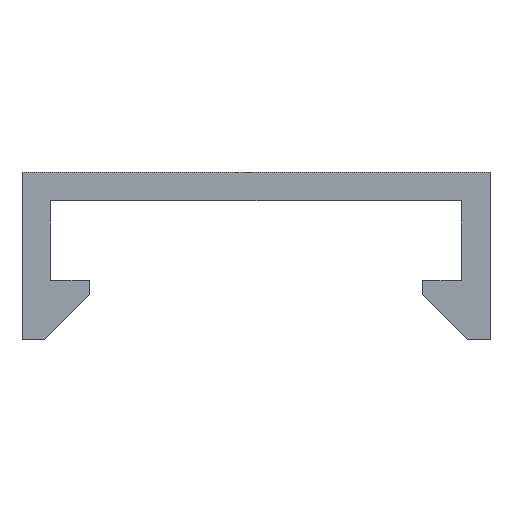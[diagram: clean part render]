
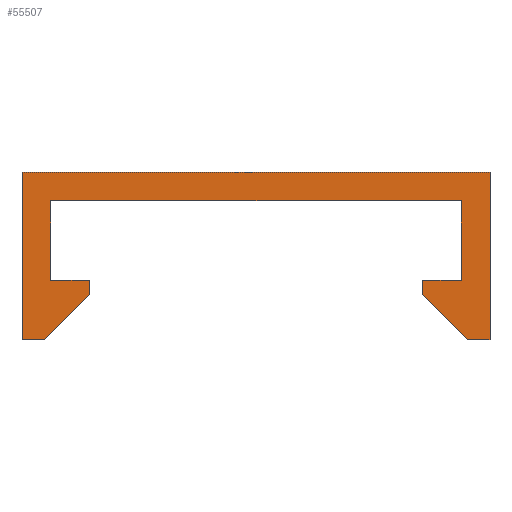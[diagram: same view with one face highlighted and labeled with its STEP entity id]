
A CAD part, front view. The second image highlights one B-rep face of the part: STEP entity #55507.
In plain terms, the highlighted planar face has unit normal (0, -1, 0).
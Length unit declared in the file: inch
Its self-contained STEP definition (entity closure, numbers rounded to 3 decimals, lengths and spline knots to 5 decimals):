
#94 = VERTEX_POINT ( 'NONE', #23346 ) ;
#268 = CARTESIAN_POINT ( 'NONE',  ( 0.48767, 0.02, 2.85081 ) ) ;
#2134 = CARTESIAN_POINT ( 'NONE',  ( -0.42767, 0.02, 2.79081 ) ) ;
#2140 = VERTEX_POINT ( 'NONE', #51496 ) ;
#3506 = VECTOR ( 'NONE', #33631, 39.37008 ) ;
#4771 = ORIENTED_EDGE ( 'NONE', *, *, #57208, .F. ) ;
#5072 = FACE_OUTER_BOUND ( 'NONE', #60664, .T. ) ;
#5100 = ORIENTED_EDGE ( 'NONE', *, *, #60583, .T. ) ;
#5285 = CARTESIAN_POINT ( 'NONE',  ( 0.48767, 0.02, 2.85081 ) ) ;
#5400 = DIRECTION ( 'NONE',  ( -1., 0., 0. ) ) ;
#6486 = DIRECTION ( 'NONE',  ( 0.707, 0., -0.707 ) ) ;
#7066 = CARTESIAN_POINT ( 'NONE',  ( 0.42767, 0.02, 2.62481 ) ) ;
#7237 = VECTOR ( 'NONE', #65583, 39.37008 ) ;
#7410 = ORIENTED_EDGE ( 'NONE', *, *, #53823, .T. ) ;
#7554 = EDGE_CURVE ( 'NONE', #20607, #36555, #61273, .T. ) ;
#7704 = VECTOR ( 'NONE', #31388, 39.37008 ) ;
#9110 = CARTESIAN_POINT ( 'NONE',  ( 0.34767, 0.02, 2.62481 ) ) ;
#9878 = VECTOR ( 'NONE', #43971, 39.37008 ) ;
#10652 = EDGE_CURVE ( 'NONE', #28414, #63973, #49071, .T. ) ;
#11256 = VERTEX_POINT ( 'NONE', #31716 ) ;
#13869 = LINE ( 'NONE', #35355, #9878 ) ;
#14346 = CARTESIAN_POINT ( 'NONE',  ( -0.48767, 0.02, 2.85081 ) ) ;
#14591 = LINE ( 'NONE', #5285, #23293 ) ;
#14599 = VERTEX_POINT ( 'NONE', #47146 ) ;
#15116 = EDGE_CURVE ( 'NONE', #16077, #48343, #36964, .T. ) ;
#15414 = VECTOR ( 'NONE', #6486, 39.37008 ) ;
#16077 = VERTEX_POINT ( 'NONE', #19416 ) ;
#16914 = CARTESIAN_POINT ( 'NONE',  ( -0.34767, 0.02, 2.62481 ) ) ;
#18101 = VECTOR ( 'NONE', #43583, 39.37008 ) ;
#18468 = VERTEX_POINT ( 'NONE', #56697 ) ;
#18907 = CARTESIAN_POINT ( 'NONE',  ( -0.48767, 0.02, 2.50081 ) ) ;
#19107 = LINE ( 'NONE', #50578, #7237 ) ;
#19416 = CARTESIAN_POINT ( 'NONE',  ( 0.42767, 0.02, 2.79081 ) ) ;
#19783 = CARTESIAN_POINT ( 'NONE',  ( -0.34767, 0.02, 2.62481 ) ) ;
#20471 = ORIENTED_EDGE ( 'NONE', *, *, #15116, .F. ) ;
#20479 = CARTESIAN_POINT ( 'NONE',  ( 0.42767, 0.02, 2.79081 ) ) ;
#20607 = VERTEX_POINT ( 'NONE', #39365 ) ;
#21091 = CARTESIAN_POINT ( 'NONE',  ( -0.34767, 0.02, 2.59481 ) ) ;
#22396 = VECTOR ( 'NONE', #25762, 39.37008 ) ;
#23293 = VECTOR ( 'NONE', #35542, 39.37008 ) ;
#23346 = CARTESIAN_POINT ( 'NONE',  ( -0.48767, 0.02, 2.85081 ) ) ;
#25762 = DIRECTION ( 'NONE',  ( 0., 0., -1. ) ) ;
#26318 = ORIENTED_EDGE ( 'NONE', *, *, #10652, .F. ) ;
#26478 = DIRECTION ( 'NONE',  ( 0., -1., 0. ) ) ;
#27561 = CARTESIAN_POINT ( 'NONE',  ( -0.48767, 0.02, 2.50081 ) ) ;
#27963 = ORIENTED_EDGE ( 'NONE', *, *, #60944, .T. ) ;
#28246 = ORIENTED_EDGE ( 'NONE', *, *, #56119, .T. ) ;
#28414 = VERTEX_POINT ( 'NONE', #16914 ) ;
#28621 = ORIENTED_EDGE ( 'NONE', *, *, #30492, .T. ) ;
#28835 = LINE ( 'NONE', #57481, #15414 ) ;
#29310 = VECTOR ( 'NONE', #29690, 39.37008 ) ;
#29690 = DIRECTION ( 'NONE',  ( 0., 0., -1. ) ) ;
#30492 = EDGE_CURVE ( 'NONE', #94, #59019, #64948, .T. ) ;
#31388 = DIRECTION ( 'NONE',  ( -1., 0., 0. ) ) ;
#31716 = CARTESIAN_POINT ( 'NONE',  ( -0.44167, 0.02, 2.50081 ) ) ;
#32811 = EDGE_CURVE ( 'NONE', #14599, #35550, #19107, .T. ) ;
#32819 = LINE ( 'NONE', #18907, #55769 ) ;
#33631 = DIRECTION ( 'NONE',  ( 0., 0., -1. ) ) ;
#34106 = DIRECTION ( 'NONE',  ( 1., 0., 0. ) ) ;
#35041 = AXIS2_PLACEMENT_3D ( 'NONE', #56736, #26478, #56953 ) ;
#35355 = CARTESIAN_POINT ( 'NONE',  ( -0.34767, 0.02, 2.59481 ) ) ;
#35542 = DIRECTION ( 'NONE',  ( 0., 0., -1. ) ) ;
#35550 = VERTEX_POINT ( 'NONE', #42807 ) ;
#36183 = EDGE_CURVE ( 'NONE', #63973, #11256, #13869, .T. ) ;
#36193 = PLANE ( 'NONE',  #35041 ) ;
#36555 = VERTEX_POINT ( 'NONE', #7066 ) ;
#36964 = LINE ( 'NONE', #45777, #7704 ) ;
#38080 = ORIENTED_EDGE ( 'NONE', *, *, #7554, .F. ) ;
#38508 = CARTESIAN_POINT ( 'NONE',  ( -0.34767, 0.02, 2.62481 ) ) ;
#39365 = CARTESIAN_POINT ( 'NONE',  ( 0.34767, 0.02, 2.62481 ) ) ;
#40142 = VERTEX_POINT ( 'NONE', #41460 ) ;
#41250 = VECTOR ( 'NONE', #5400, 39.37008 ) ;
#41343 = DIRECTION ( 'NONE',  ( 1., 0., 0. ) ) ;
#41460 = CARTESIAN_POINT ( 'NONE',  ( 0.34767, 0.02, 2.59481 ) ) ;
#42807 = CARTESIAN_POINT ( 'NONE',  ( 0.44167, 0.02, 2.50081 ) ) ;
#43583 = DIRECTION ( 'NONE',  ( -1., 0., 0. ) ) ;
#43971 = DIRECTION ( 'NONE',  ( -0.707, 0., -0.707 ) ) ;
#44644 = ORIENTED_EDGE ( 'NONE', *, *, #52237, .T. ) ;
#45777 = CARTESIAN_POINT ( 'NONE',  ( 0.42767, 0.02, 2.79081 ) ) ;
#45891 = ORIENTED_EDGE ( 'NONE', *, *, #36183, .F. ) ;
#46579 = DIRECTION ( 'NONE',  ( 0., 0., -1. ) ) ;
#46638 = CARTESIAN_POINT ( 'NONE',  ( 0.34767, 0.02, 2.62481 ) ) ;
#47146 = CARTESIAN_POINT ( 'NONE',  ( 0.48767, 0.02, 2.50081 ) ) ;
#48343 = VERTEX_POINT ( 'NONE', #55564 ) ;
#49071 = LINE ( 'NONE', #19783, #29310 ) ;
#49247 = LINE ( 'NONE', #20479, #22396 ) ;
#49445 = DIRECTION ( 'NONE',  ( 0., 0., -1. ) ) ;
#50394 = EDGE_CURVE ( 'NONE', #28414, #2140, #50510, .T. ) ;
#50444 = ORIENTED_EDGE ( 'NONE', *, *, #32811, .F. ) ;
#50510 = LINE ( 'NONE', #38508, #18101 ) ;
#50578 = CARTESIAN_POINT ( 'NONE',  ( 0.48767, 0.02, 2.50081 ) ) ;
#51496 = CARTESIAN_POINT ( 'NONE',  ( -0.42767, 0.02, 2.62481 ) ) ;
#52237 = EDGE_CURVE ( 'NONE', #20607, #40142, #55695, .T. ) ;
#53383 = VECTOR ( 'NONE', #41343, 39.37008 ) ;
#53823 = EDGE_CURVE ( 'NONE', #18468, #94, #56283, .T. ) ;
#54596 = LINE ( 'NONE', #2134, #63247 ) ;
#55354 = EDGE_CURVE ( 'NONE', #18468, #14599, #14591, .T. ) ;
#55507 = ADVANCED_FACE ( 'NONE', ( #5072 ), #36193, .T. ) ;
#55564 = CARTESIAN_POINT ( 'NONE',  ( -0.42767, 0.02, 2.79081 ) ) ;
#55695 = LINE ( 'NONE', #9110, #3506 ) ;
#55769 = VECTOR ( 'NONE', #34106, 39.37008 ) ;
#56119 = EDGE_CURVE ( 'NONE', #16077, #36555, #49247, .T. ) ;
#56283 = LINE ( 'NONE', #268, #41250 ) ;
#56697 = CARTESIAN_POINT ( 'NONE',  ( 0.48767, 0.02, 2.85081 ) ) ;
#56736 = CARTESIAN_POINT ( 'NONE',  ( -0.34767, 0.02, 2.50081 ) ) ;
#56953 = DIRECTION ( 'NONE',  ( 0., 0., -1. ) ) ;
#57048 = VECTOR ( 'NONE', #49445, 39.37008 ) ;
#57208 = EDGE_CURVE ( 'NONE', #48343, #2140, #54596, .T. ) ;
#57481 = CARTESIAN_POINT ( 'NONE',  ( 0.34767, 0.02, 2.59481 ) ) ;
#59019 = VERTEX_POINT ( 'NONE', #27561 ) ;
#60583 = EDGE_CURVE ( 'NONE', #59019, #11256, #32819, .T. ) ;
#60664 = EDGE_LOOP ( 'NONE', ( #26318, #63501, #4771, #20471, #28246, #38080, #44644, #27963, #50444, #64755, #7410, #28621, #5100, #45891 ) ) ;
#60944 = EDGE_CURVE ( 'NONE', #40142, #35550, #28835, .T. ) ;
#61273 = LINE ( 'NONE', #46638, #53383 ) ;
#63247 = VECTOR ( 'NONE', #46579, 39.37008 ) ;
#63501 = ORIENTED_EDGE ( 'NONE', *, *, #50394, .T. ) ;
#63973 = VERTEX_POINT ( 'NONE', #21091 ) ;
#64755 = ORIENTED_EDGE ( 'NONE', *, *, #55354, .F. ) ;
#64948 = LINE ( 'NONE', #14346, #57048 ) ;
#65583 = DIRECTION ( 'NONE',  ( -1., 0., 0. ) ) ;
